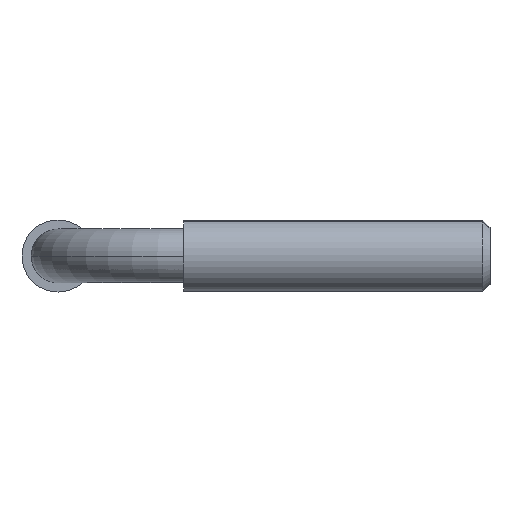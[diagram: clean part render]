
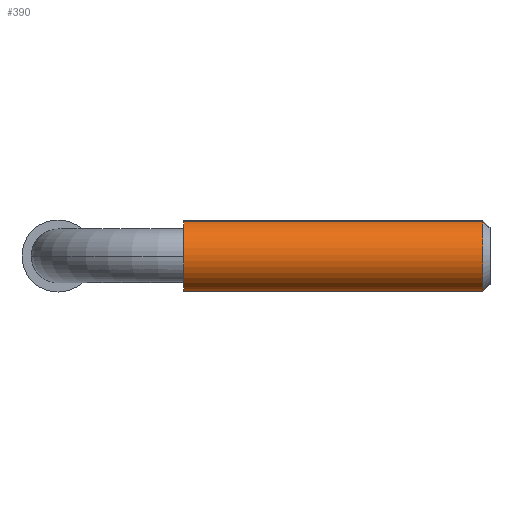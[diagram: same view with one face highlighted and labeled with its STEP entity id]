
A CAD part, left-side view. The second image highlights one B-rep face of the part: STEP entity #390.
In plain terms, the highlighted cylindrical face has radius 2 mm (diameter 4 mm), a partial arc.
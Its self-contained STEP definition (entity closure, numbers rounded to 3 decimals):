
#8 = VECTOR ( 'NONE', #369, 1000. ) ;
#36 = AXIS2_PLACEMENT_3D ( 'NONE', #54, #439, #289 ) ;
#54 = CARTESIAN_POINT ( 'NONE',  ( 18.5, 0., 0. ) ) ;
#66 = CYLINDRICAL_SURFACE ( 'NONE', #36, 2. ) ;
#70 = CARTESIAN_POINT ( 'NONE',  ( 18.5, 0., -2. ) ) ;
#80 = CIRCLE ( 'NONE', #701, 2. ) ;
#141 = CARTESIAN_POINT ( 'NONE',  ( 18.5, 0., -2. ) ) ;
#150 = EDGE_CURVE ( 'NONE', #880, #763, #248, .T. ) ;
#190 = CARTESIAN_POINT ( 'NONE',  ( 18.5, 0., 2. ) ) ;
#194 = DIRECTION ( 'NONE',  ( -1., 0., 0. ) ) ;
#248 = CIRCLE ( 'NONE', #277, 2. ) ;
#272 = FACE_OUTER_BOUND ( 'NONE', #756, .T. ) ;
#277 = AXIS2_PLACEMENT_3D ( 'NONE', #811, #659, #433 ) ;
#289 = DIRECTION ( 'NONE',  ( 0., 0., 1. ) ) ;
#305 = EDGE_CURVE ( 'NONE', #906, #912, #80, .T. ) ;
#327 = ORIENTED_EDGE ( 'NONE', *, *, #150, .T. ) ;
#340 = LINE ( 'NONE', #141, #8 ) ;
#353 = VECTOR ( 'NONE', #194, 1000. ) ;
#366 = EDGE_CURVE ( 'NONE', #906, #880, #340, .T. ) ;
#369 = DIRECTION ( 'NONE',  ( -1., 0., 0. ) ) ;
#390 = ADVANCED_FACE ( 'NONE', ( #272 ), #66, .T. ) ;
#428 = ORIENTED_EDGE ( 'NONE', *, *, #366, .T. ) ;
#433 = DIRECTION ( 'NONE',  ( 0., 0., -1. ) ) ;
#439 = DIRECTION ( 'NONE',  ( -1., 0., 0. ) ) ;
#583 = DIRECTION ( 'NONE',  ( 1., 0., 0. ) ) ;
#659 = DIRECTION ( 'NONE',  ( 1., 0., 0. ) ) ;
#665 = ORIENTED_EDGE ( 'NONE', *, *, #754, .F. ) ;
#666 = LINE ( 'NONE', #190, #353 ) ;
#701 = AXIS2_PLACEMENT_3D ( 'NONE', #879, #583, #951 ) ;
#754 = EDGE_CURVE ( 'NONE', #912, #763, #666, .T. ) ;
#755 = CARTESIAN_POINT ( 'NONE',  ( 1.9, 0., 2. ) ) ;
#756 = EDGE_LOOP ( 'NONE', ( #936, #428, #327, #665 ) ) ;
#763 = VERTEX_POINT ( 'NONE', #755 ) ;
#765 = CARTESIAN_POINT ( 'NONE',  ( 1.9, 0., -2. ) ) ;
#811 = CARTESIAN_POINT ( 'NONE',  ( 1.9, 0., 0. ) ) ;
#879 = CARTESIAN_POINT ( 'NONE',  ( 18.5, 0., 0. ) ) ;
#880 = VERTEX_POINT ( 'NONE', #765 ) ;
#906 = VERTEX_POINT ( 'NONE', #70 ) ;
#912 = VERTEX_POINT ( 'NONE', #986 ) ;
#936 = ORIENTED_EDGE ( 'NONE', *, *, #305, .F. ) ;
#951 = DIRECTION ( 'NONE',  ( 0., 0., -1. ) ) ;
#986 = CARTESIAN_POINT ( 'NONE',  ( 18.5, 0., 2. ) ) ;
